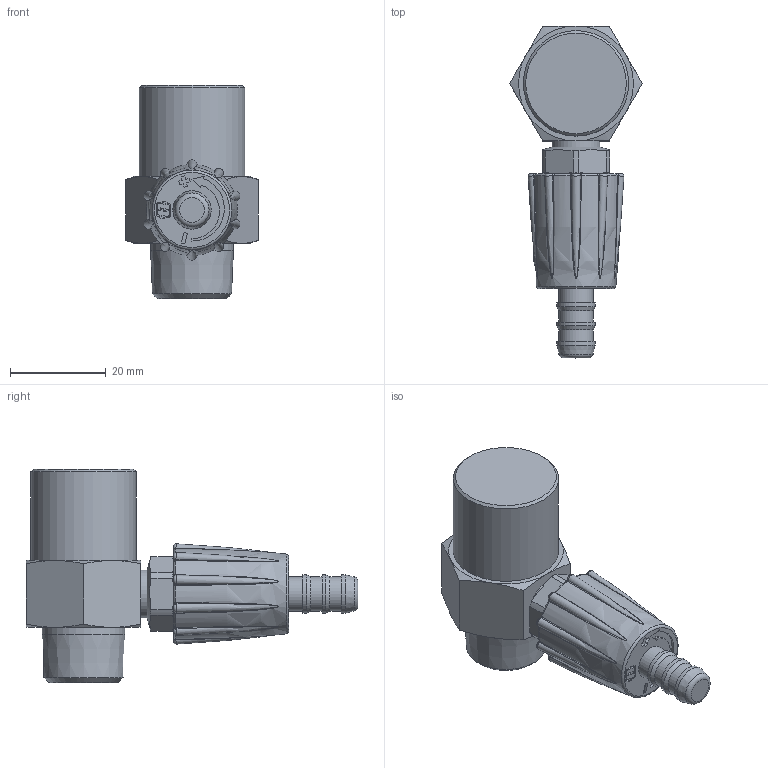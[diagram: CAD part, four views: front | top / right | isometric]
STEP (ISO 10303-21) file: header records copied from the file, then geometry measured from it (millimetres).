
FILE_DESCRIPTION(/* description */ ('Unknown'),/* implementation_level */ '2;1');
FILE_NAME(/* name */ '0203003110',/* time_stamp */ '2021-02-25T09:01:29+01:00',/* author */ ('Unknown'),/* organization */ ('Unknown'),/* preprocessor_version */ 'ST-DEVELOPER v16.7',/* originating_system */ 'DEX',/* authorisation */ $);
FILE_SCHEMA (('AUTOMOTIVE_DESIGN {1 0 10303 214 3 1 1}'));
Length unit declared in the file: millimetre
Products named in the file (1): 0203003110
Bounding box: 27.71 x 69.3 x 44.5 mm (x, y, z)
Volume: 25097.5 mm3; surface area: 6603.6 mm2
Topology: 1 solids, 1 shells, 200 faces, 486 edges, 302 vertices
Faces by surface type: plane 89, bspline 44, cone 25, torus 23, cylinder 19
Full cylindrical faces by diameter (mm): 7.2 x3, 8 x3, 10 x1, 17.3 x1, 22 x1
Entity records: 9387 total; most frequent: CARTESIAN_POINT 3730, ORIENTED_EDGE 924, DIRECTION 769, EDGE_CURVE 462, VERTEX_POINT 297, AXIS2_PLACEMENT_3D 280, EDGE_LOOP 233, FACE_BOUND 233
